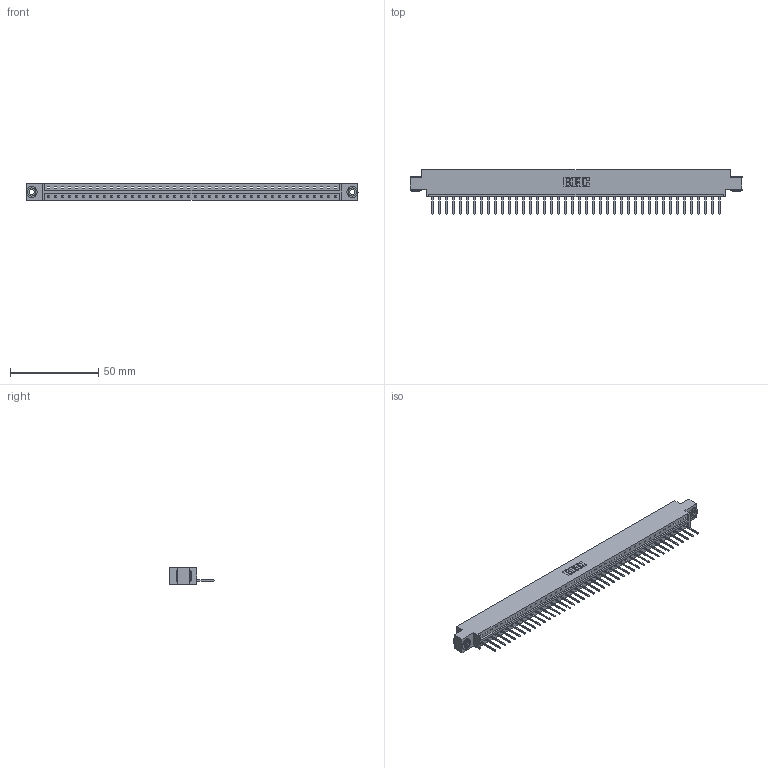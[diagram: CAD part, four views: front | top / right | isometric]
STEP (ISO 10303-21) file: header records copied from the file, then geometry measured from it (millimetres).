
FILE_DESCRIPTION (( 'STEP AP203' ), '1' );
FILE_NAME ('833-042-523-603.STEP', '2020-06-03T20:46:19', ( '' ), ( '' ), 'SwSTEP 2.0', 'SolidWorks 2020', '' );
FILE_SCHEMA (( 'CONFIG_CONTROL_DESIGN' ));
Length unit declared in the file: inch
Products named in the file (4): 345-292-001_345-293-123; 345-250-002_345-250-002-102; 833-042-523-603; 833 Part_Offset - .156 Dia - TH
Assembly tree (45 placements, depth 2):
  833-042-523-603
    833 Part_Offset - .156 Dia - TH
    345-292-001_345-293-123  x42
    345-250-002_345-250-002-102  x2
Bounding box: 187.96 x 25.15 x 9.4 mm (x, y, z)
Volume: 18689.4 mm3; surface area: 20690.3 mm2
Topology: 45 solids, 45 shells, 2592 faces, 7791 edges, 5134 vertices
Faces by surface type: plane 1848, cylinder 736, cone 8
Entity records: 26476 total; most frequent: CARTESIAN_POINT 4547, ORIENTED_EDGE 4518, DIRECTION 3869, EDGE_CURVE 2259, VECTOR 2107, LINE 2107, VERTEX_POINT 1502, AXIS2_PLACEMENT_3D 881
